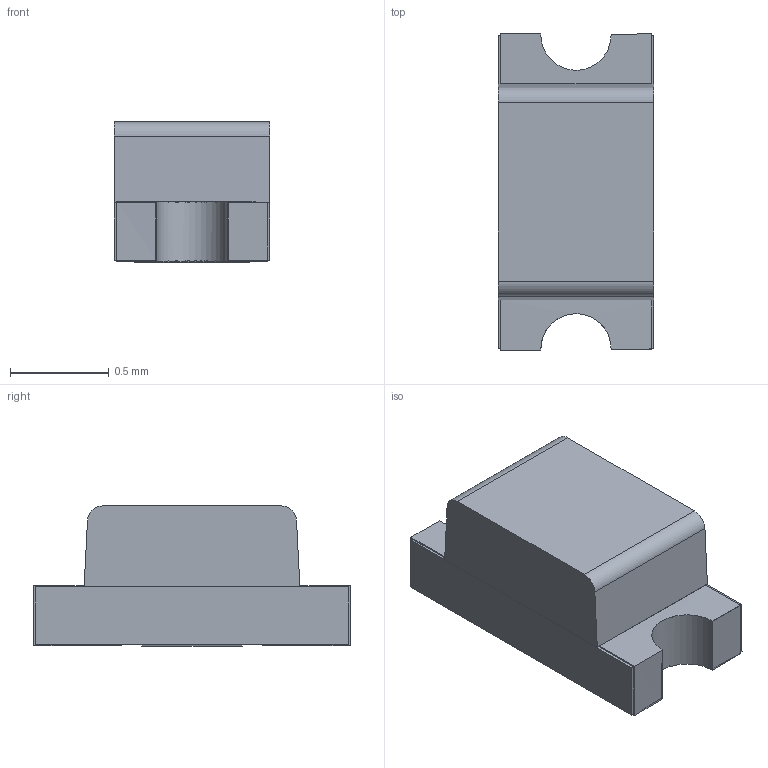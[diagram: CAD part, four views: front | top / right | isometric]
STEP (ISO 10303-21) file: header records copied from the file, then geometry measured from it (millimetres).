
FILE_DESCRIPTION( ( '' ), ' ' );
FILE_NAME( '59357a6a7344e60f9e9b2ce9.step', '2017-06-05T15:36:59', ( '' ), ( '' ), ' ', ' ', ' ' );
FILE_SCHEMA( ( 'AUTOMOTIVE_DESIGN { 1 0 10303 214 1 1 1 1 }' ) );
Length unit declared in the file: metre
Products named in the file (5): 1; 2; 3; 4; 5
Bounding box: 0.79 x 1.6 x 0.71 mm (x, y, z)
Volume: 0.7 mm3; surface area: 10.1 mm2
Topology: 5 solids, 5 shells, 52 faces, 123 edges, 81 vertices
Faces by surface type: plane 44, cylinder 4, bspline 4
Entity records: 2228 total; most frequent: CARTESIAN_POINT 650, ORIENTED_EDGE 246, DIRECTION 194, EDGE_CURVE 123, VERTEX_POINT 81, LINE 72, VECTOR 72, AXIS2_PLACEMENT_3D 61
